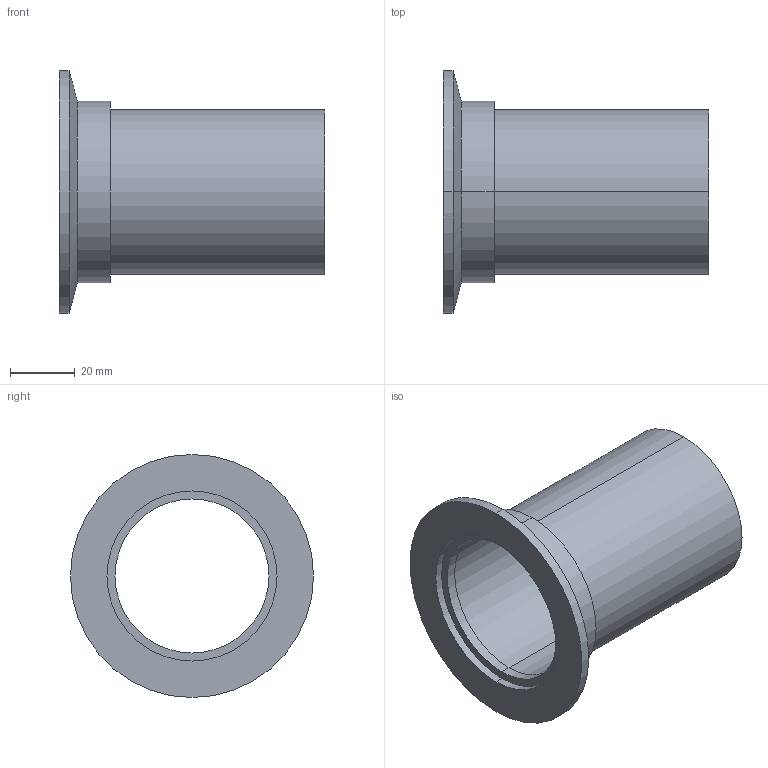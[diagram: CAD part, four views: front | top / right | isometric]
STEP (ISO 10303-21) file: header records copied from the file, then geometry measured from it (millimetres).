
FILE_DESCRIPTION (( 'STEP AP214' ), '1' );
FILE_NAME ('720004.STEP', '2024-01-06T06:40:30', ( '' ), ( '' ), 'SwSTEP 2.0', 'SolidWorks 2022', '' );
FILE_SCHEMA (( 'AUTOMOTIVE_DESIGN' ));
Length unit declared in the file: inch
Products named in the file (3): 940103; 713004; 720004
Assembly tree (2 placements, depth 2):
  720004
    713004
    940103
Bounding box: 81.92 x 74.93 x 74.93 mm (x, y, z)
Volume: 34735.3 mm3; surface area: 34386.3 mm2
Topology: 2 solids, 2 shells, 22 faces, 44 edges, 28 vertices
Faces by surface type: cylinder 14, plane 6, cone 2
Entity records: 716 total; most frequent: DIRECTION 126, CARTESIAN_POINT 99, ORIENTED_EDGE 88, AXIS2_PLACEMENT_3D 55, EDGE_CURVE 44, VERTEX_POINT 28, CIRCLE 28, EDGE_LOOP 28
